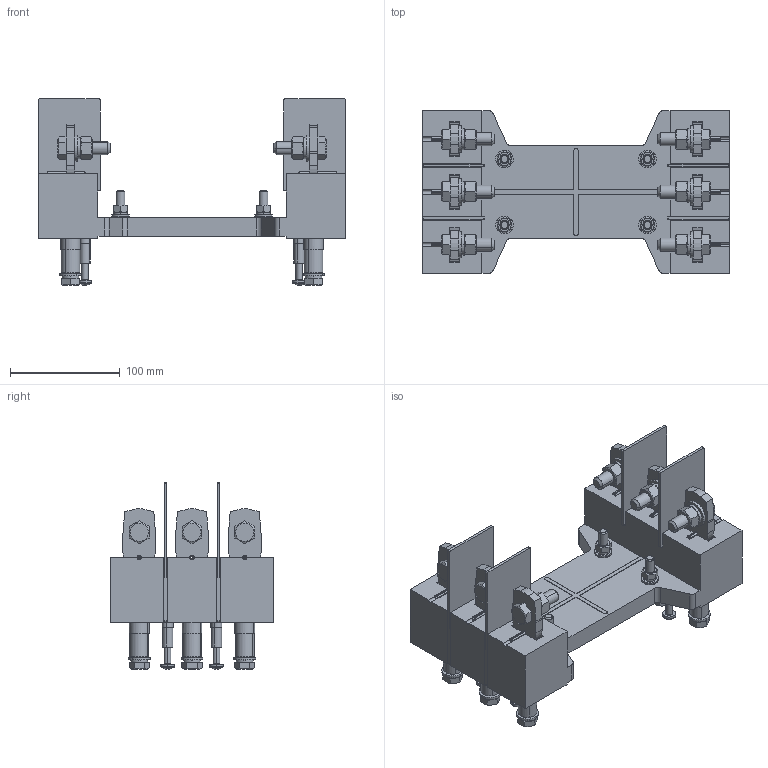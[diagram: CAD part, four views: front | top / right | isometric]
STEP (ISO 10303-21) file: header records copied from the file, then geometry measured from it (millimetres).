
FILE_DESCRIPTION (( 'STEP AP203' ), '1' );
FILE_NAME ('mccb99m-400-pin-3r.ÃÌ Ïàíåëü âòû÷íàÿ äëÿ ÂÀ-99Ì 400 çàäíåãî ïðèñîåäèíåíèÿ EKF.STEP', '2025-02-18T11:15:32', ( '' ), ( '' ), 'SwSTEP 2.0', 'SolidWorks 2021', '' );
FILE_SCHEMA (( 'CONFIG_CONTROL_DESIGN' ));
Length unit declared in the file: millimetre
Products named in the file (22): 抔樦憵_00; Âòóëêà ñ âíóòð. ãëóõîé ðåçüáîé Ì10_00; Áîëò Ì12õ40 ÃÎÑÒ 7798-70_00; ﾘ琺矜 胙魵褞 ﾌ10 ﾃﾎﾑﾒ 6402-70_00; ﾘ琺矜 胙魵褞 ﾌ12 ﾃﾎﾑﾒ 6402-70_00; ﾘ琺矜 ﾌ10 ﾃﾎﾑﾒ 11371-78_00; Âèíò Ì6õ35 DIN 7985_‚¨­â Œ6å35 DIN 7985; 扻鋋儆趌00; Áîëò Ì8-6gx35.58 ÃÎÑÒ 7798-70_00; Ãàéêà Ì8 ÃÎÑÒ 5915-70_00; Áîëò Ì10õ20 ÃÎÑÒ 7798-70_00; mccb99m-400-pin-3r.ÃÌ Ïàíåëü âòû÷íàÿ äëÿ ÂÀ-99Ì 400 çàäíåãî ïðèñîåäèíåíèÿ EKF; Âòóëêà ñ âíóòð. ãëóõîé ðåçüáîé Ì6_00; Ðàçäåëèòåëü ðåçèíîâûé_00; 呬櫇嚦鍧_00; ﾘ琺矜 ﾌ8 ﾃﾎﾑﾒ 11371-78_00; Ñòàêàí ñ îñåâûì îòâåðñòèåì_00; Ãàéêà Ì12 ÃÎÑÒ 5915-70_00; ﾘ琺矜 ﾌ12 ﾃﾎﾑﾒ 11371-78_00; ﾘ琺矜 胙魵褞 ﾌ8 ﾃﾎﾑﾒ 6402-70_00; Øòèôò À.6õ35.60Ñ2 ÃÎÑÒ 14229-93_00
Assembly tree (100 placements, depth 3):
  mccb99m-400-pin-3r.ÃÌ Ïàíåëü âòû÷íàÿ äëÿ ÂÀ-99Ì 400 çàäíåãî ïðèñîåäèíåíèÿ EKF
    扻鋋儆趌00
    Âòóëêà ñ âíóòð. ãëóõîé ðåçüáîé Ì6_00  x4
    Ñòàêàí ñ îñåâûì îòâåðñòèåì_00  x6
    抔樦憵_00  x6
      呬櫇嚦鍧_00
      抔樦憵_00
    Âòóëêà ñ âíóòð. ãëóõîé ðåçüáîé Ì10_00  x6
    Ðàçäåëèòåëü ðåçèíîâûé_00  x4
    Øòèôò À.6õ35.60Ñ2 ÃÎÑÒ 14229-93_00  x6
    Áîëò Ì8-6gx35.58 ÃÎÑÒ 7798-70_00  x4
    ﾘ琺矜 ﾌ8 ﾃﾎﾑﾒ 11371-78_00  x4
    ﾘ琺矜 胙魵褞 ﾌ8 ﾃﾎﾑﾒ 6402-70_00  x4
    Ãàéêà Ì8 ÃÎÑÒ 5915-70_00  x4
    Áîëò Ì12õ40 ÃÎÑÒ 7798-70_00  x6
    ﾘ琺矜 胙魵褞 ﾌ12 ﾃﾎﾑﾒ 6402-70_00  x6
    ﾘ琺矜 ﾌ12 ﾃﾎﾑﾒ 11371-78_00  x6
    Ãàéêà Ì12 ÃÎÑÒ 5915-70_00  x6
    Áîëò Ì10õ20 ÃÎÑÒ 7798-70_00  x6
    ﾘ琺矜 胙魵褞 ﾌ10 ﾃﾎﾑﾒ 6402-70_00  x6
    ﾘ琺矜 ﾌ10 ﾃﾎﾑﾒ 11371-78_00  x6
    Âèíò Ì6õ35 DIN 7985_‚¨­â Œ6å35 DIN 7985  x4
Bounding box: 279 x 148 x 169.48 mm (x, y, z)
Volume: 1178894.9 mm3; surface area: 439436.7 mm2
Topology: 119 solids, 119 shells, 2538 faces, 6384 edges, 4134 vertices
Faces by surface type: plane 1134, cylinder 630, bspline 404, cone 310, torus 52, sphere 8
Entity records: 31491 total; most frequent: CARTESIAN_POINT 10316, DIRECTION 3494, ORIENTED_EDGE 3456, EDGE_CURVE 1728, AXIS2_PLACEMENT_3D 1249, VERTEX_POINT 1128, LINE 996, VECTOR 996
